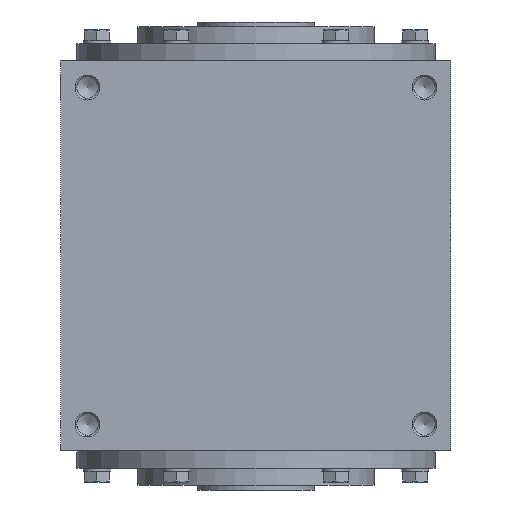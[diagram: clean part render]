
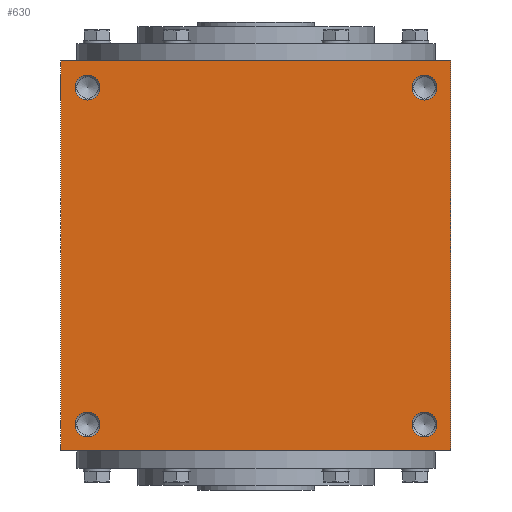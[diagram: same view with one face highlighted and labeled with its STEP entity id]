
A CAD part, left-side view. The second image highlights one B-rep face of the part: STEP entity #630.
In plain terms, the highlighted face is planar.
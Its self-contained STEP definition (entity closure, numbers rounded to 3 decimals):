
#630 = ADVANCED_FACE( '', ( #1320, #1321, #1322, #1323, #1324 ), #1325, .F. );
#1320 = FACE_BOUND( '', #2220, .T. );
#1321 = FACE_BOUND( '', #2221, .T. );
#1322 = FACE_BOUND( '', #2222, .T. );
#1323 = FACE_BOUND( '', #2223, .T. );
#1324 = FACE_OUTER_BOUND( '', #2224, .T. );
#1325 = PLANE( '', #2225 );
#2220 = EDGE_LOOP( '', ( #3427 ) );
#2221 = EDGE_LOOP( '', ( #3428 ) );
#2222 = EDGE_LOOP( '', ( #3429 ) );
#2223 = EDGE_LOOP( '', ( #3430 ) );
#2224 = EDGE_LOOP( '', ( #3431, #3432, #3433, #3434 ) );
#2225 = AXIS2_PLACEMENT_3D( '', #3435, #3436, #3437 );
#3427 = ORIENTED_EDGE( '', *, *, #5166, .F. );
#3428 = ORIENTED_EDGE( '', *, *, #5167, .T. );
#3429 = ORIENTED_EDGE( '', *, *, #4948, .F. );
#3430 = ORIENTED_EDGE( '', *, *, #5168, .T. );
#3431 = ORIENTED_EDGE( '', *, *, #5169, .F. );
#3432 = ORIENTED_EDGE( '', *, *, #5170, .F. );
#3433 = ORIENTED_EDGE( '', *, *, #5171, .F. );
#3434 = ORIENTED_EDGE( '', *, *, #5172, .F. );
#3435 = CARTESIAN_POINT( '', ( 0., 0., -125. ) );
#3436 = DIRECTION( '', ( 0., 0., 1. ) );
#3437 = DIRECTION( '', ( 1., 0., 0. ) );
#4948 = EDGE_CURVE( '', #5788, #5788, #5789, .T. );
#5166 = EDGE_CURVE( '', #6134, #6134, #6135, .T. );
#5167 = EDGE_CURVE( '', #6136, #6136, #6137, .T. );
#5168 = EDGE_CURVE( '', #6138, #6138, #6139, .T. );
#5169 = EDGE_CURVE( '', #6140, #6141, #6142, .T. );
#5170 = EDGE_CURVE( '', #6143, #6140, #6144, .T. );
#5171 = EDGE_CURVE( '', #6145, #6143, #6146, .T. );
#5172 = EDGE_CURVE( '', #6141, #6145, #6147, .T. );
#5788 = VERTEX_POINT( '', #6958 );
#5789 = CIRCLE( '', #6959, 8. );
#6134 = VERTEX_POINT( '', #7403 );
#6135 = CIRCLE( '', #7404, 8. );
#6136 = VERTEX_POINT( '', #7405 );
#6137 = CIRCLE( '', #7406, 8. );
#6138 = VERTEX_POINT( '', #7407 );
#6139 = CIRCLE( '', #7408, 8. );
#6140 = VERTEX_POINT( '', #7409 );
#6141 = VERTEX_POINT( '', #7410 );
#6142 = LINE( '', #7411, #7412 );
#6143 = VERTEX_POINT( '', #7413 );
#6144 = LINE( '', #7414, #7415 );
#6145 = VERTEX_POINT( '', #7416 );
#6146 = LINE( '', #7417, #7418 );
#6147 = LINE( '', #7419, #7420 );
#6958 = CARTESIAN_POINT( '', ( -116., -108., -125. ) );
#6959 = AXIS2_PLACEMENT_3D( '', #8311, #8312, #8313 );
#7403 = CARTESIAN_POINT( '', ( -116., 108., -125. ) );
#7404 = AXIS2_PLACEMENT_3D( '', #8637, #8638, #8639 );
#7405 = CARTESIAN_POINT( '', ( 116., 108., -125. ) );
#7406 = AXIS2_PLACEMENT_3D( '', #8640, #8641, #8642 );
#7407 = CARTESIAN_POINT( '', ( 116., -108., -125. ) );
#7408 = AXIS2_PLACEMENT_3D( '', #8643, #8644, #8645 );
#7409 = CARTESIAN_POINT( '', ( -125., 125., -125. ) );
#7410 = CARTESIAN_POINT( '', ( -125., -125., -125. ) );
#7411 = CARTESIAN_POINT( '', ( -125., 125., -125. ) );
#7412 = VECTOR( '', #8646, 1000. );
#7413 = CARTESIAN_POINT( '', ( 125., 125., -125. ) );
#7414 = CARTESIAN_POINT( '', ( 125., 125., -125. ) );
#7415 = VECTOR( '', #8647, 1000. );
#7416 = CARTESIAN_POINT( '', ( 125., -125., -125. ) );
#7417 = CARTESIAN_POINT( '', ( 125., -125., -125. ) );
#7418 = VECTOR( '', #8648, 1000. );
#7419 = CARTESIAN_POINT( '', ( -125., -125., -125. ) );
#7420 = VECTOR( '', #8649, 1000. );
#8311 = CARTESIAN_POINT( '', ( -108., -108., -125. ) );
#8312 = DIRECTION( '', ( 0., 0., -1. ) );
#8313 = DIRECTION( '', ( -1., 0., 0. ) );
#8637 = CARTESIAN_POINT( '', ( -108., 108., -125. ) );
#8638 = DIRECTION( '', ( 0., 0., -1. ) );
#8639 = DIRECTION( '', ( -1., 0., 0. ) );
#8640 = CARTESIAN_POINT( '', ( 108., 108., -125. ) );
#8641 = DIRECTION( '', ( 0., 0., 1. ) );
#8642 = DIRECTION( '', ( 1., 0., 0. ) );
#8643 = CARTESIAN_POINT( '', ( 108., -108., -125. ) );
#8644 = DIRECTION( '', ( 0., 0., 1. ) );
#8645 = DIRECTION( '', ( 1., 0., 0. ) );
#8646 = DIRECTION( '', ( 0., -1., 0. ) );
#8647 = DIRECTION( '', ( -1., 0., 0. ) );
#8648 = DIRECTION( '', ( 0., 1., 0. ) );
#8649 = DIRECTION( '', ( 1., 0., 0. ) );
